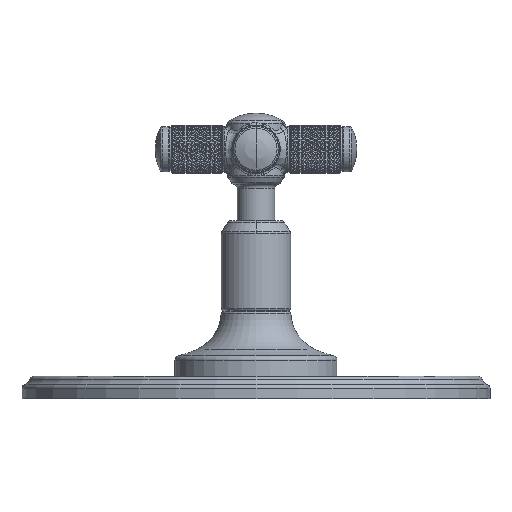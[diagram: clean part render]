
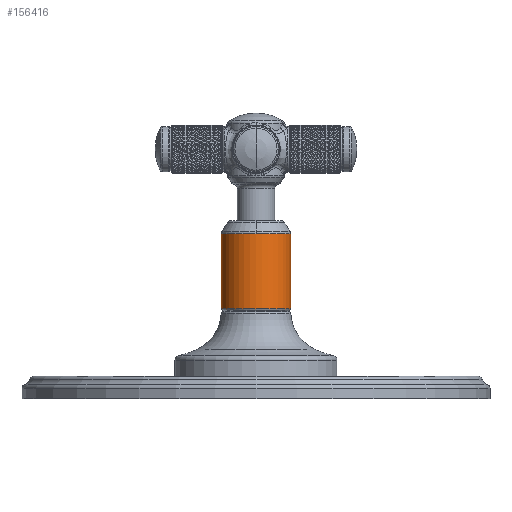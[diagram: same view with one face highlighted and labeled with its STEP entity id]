
A CAD part, left-side view. The second image highlights one B-rep face of the part: STEP entity #156416.
In plain terms, the highlighted cylindrical face has radius 12.255 mm (diameter 24.511 mm), a partial arc.
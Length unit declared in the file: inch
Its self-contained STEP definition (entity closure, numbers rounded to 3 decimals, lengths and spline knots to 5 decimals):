
#3935=DIRECTION('',(0.,0.,1.));
#3936=VECTOR('',#3935,1.04239);
#3937=CARTESIAN_POINT('',(0.,-0.4825,1.253));
#3938=LINE('',#3937,#3936);
#3939=CARTESIAN_POINT('',(0.,0.,1.253));
#3940=DIRECTION('',(0.,0.,-1.));
#3941=DIRECTION('',(0.,-1.,0.));
#3942=AXIS2_PLACEMENT_3D('',#3939,#3940,#3941);
#3944=DIRECTION('',(0.,0.,1.));
#3945=VECTOR('',#3944,1.04239);
#3946=CARTESIAN_POINT('',(0.,0.4825,1.253));
#3947=LINE('',#3946,#3945);
#3948=CARTESIAN_POINT('',(0.,0.,2.29539));
#3949=DIRECTION('',(0.,0.,-1.));
#3950=DIRECTION('',(-1.,0.,0.));
#3951=AXIS2_PLACEMENT_3D('',#3948,#3949,#3950);
#3953=CARTESIAN_POINT('',(0.,0.,2.29539));
#3954=DIRECTION('',(0.,0.,-1.));
#3955=DIRECTION('',(0.,-1.,0.));
#3956=AXIS2_PLACEMENT_3D('',#3953,#3954,#3955);
#140332=CARTESIAN_POINT('',(0.,-0.4825,1.253));
#140333=CARTESIAN_POINT('',(0.,0.4825,1.253));
#140334=VERTEX_POINT('',#140332);
#140335=VERTEX_POINT('',#140333);
#140348=CARTESIAN_POINT('',(0.,-0.4825,2.29539));
#140349=CARTESIAN_POINT('',(-0.4825,0.,2.29539));
#140350=VERTEX_POINT('',#140348);
#140351=VERTEX_POINT('',#140349);
#140354=CARTESIAN_POINT('',(0.,0.4825,2.29539));
#140355=VERTEX_POINT('',#140354);
#156402=CARTESIAN_POINT('',(0.,0.,1.223));
#156403=DIRECTION('',(0.,0.,1.));
#156404=DIRECTION('',(0.,1.,0.));
#156405=AXIS2_PLACEMENT_3D('',#156402,#156403,#156404);
#156406=CYLINDRICAL_SURFACE('',#156405,0.4825);
#156407=ORIENTED_EDGE('',*,*,#156367,.T.);
#156408=ORIENTED_EDGE('',*,*,#156397,.T.);
#156410=ORIENTED_EDGE('',*,*,#156409,.F.);
#156412=ORIENTED_EDGE('',*,*,#156411,.F.);
#156413=ORIENTED_EDGE('',*,*,#156393,.F.);
#156414=EDGE_LOOP('',(#156407,#156408,#156410,#156412,#156413));
#156415=FACE_OUTER_BOUND('',#156414,.F.);
#156416=ADVANCED_FACE('',(#156415),#156406,.T.);
#3943=CIRCLE('',#3942,0.4825);
#3952=CIRCLE('',#3951,0.4825);
#3957=CIRCLE('',#3956,0.4825);
#156367=EDGE_CURVE('',#140334,#140335,#3943,.T.);
#156393=EDGE_CURVE('',#140334,#140350,#3938,.T.);
#156397=EDGE_CURVE('',#140335,#140355,#3947,.T.);
#156409=EDGE_CURVE('',#140351,#140355,#3952,.T.);
#156411=EDGE_CURVE('',#140350,#140351,#3957,.T.);
